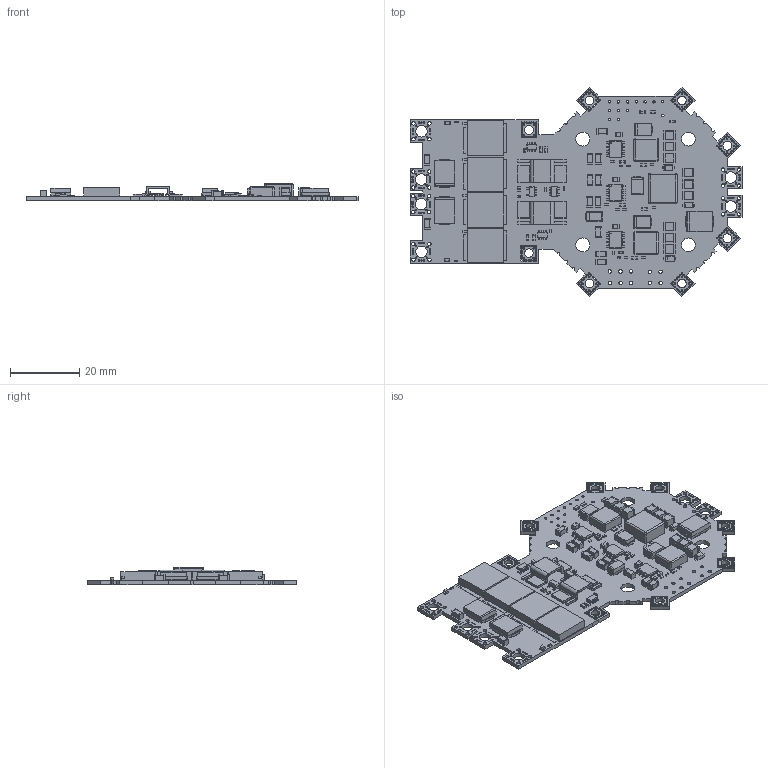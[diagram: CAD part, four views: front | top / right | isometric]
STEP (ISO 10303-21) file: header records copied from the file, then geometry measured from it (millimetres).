
FILE_DESCRIPTION(('KiCad electronic assembly'),'2;1');
FILE_NAME('PDB_500.step','2024-05-17T19:08:18',('Pcbnew'),('Kicad'), 'Open CASCADE STEP processor 7.7','KiCad to STEP converter','Unknown' );
FILE_SCHEMA(('AUTOMOTIVE_DESIGN { 1 0 10303 214 1 1 1 1 }'));
Length unit declared in the file: millimetre
Products named in the file (40): PDB_500 1; C_1206_3216Metric; R_0603_1608Metric; C_0603_1608Metric; CSM4026Y, SMD  Metal Strip Resistor; Document; IPT010N08NM5ATMA1; ASSEMBLY; R_0402_1005Metric; L_Sunlord_MWSA0804S; CQ assembly; C_1210_3225Metric; L_Sunlord_MWSA0603S; SOT-23-5; SOT_23_5; D_SOD-123F; D_SOD_123F; D_SMB; D_SMC; C_0402_1005Metric; C_0805_2012Metric; TSOT-23-6; TSOT_23_6; HTSOP-8-1EP_3.9x4.9mm_Pitch1.27mm; HTSOP_8_1EP_39x49mm_Pitch127mm; LED_0603_1608Metric; D_SMA; _autosave-PDB_HOTSWAP_PCB
Assembly tree (106 placements, depth 3):
  PDB_500 1
    C_1206_3216Metric  x12
      C_1206_3216Metric
    R_0603_1608Metric  x7
      R_0603_1608Metric
    C_0603_1608Metric  x6
      C_0603_1608Metric
    CSM4026Y, SMD  Metal Strip Resistor  x2
      Document
    IPT010N08NM5ATMA1  x4
      ASSEMBLY
    R_0402_1005Metric  x13
      R_0402_1005Metric
    L_Sunlord_MWSA0804S
      CQ assembly
    C_1210_3225Metric  x9
      C_1210_3225Metric
    L_Sunlord_MWSA0603S  x2
      CQ assembly
    SOT-23-5  x2
      SOT_23_5
    D_SOD-123F  x3
      D_SOD_123F
    D_SMB  x3
      D_SMB
    D_SMC  x3
      D_SMC
    C_0402_1005Metric  x8
      C_0402_1005Metric
    C_0805_2012Metric  x3
      C_0805_2012Metric
    TSOT-23-6  x2
      TSOT_23_6
    HTSOP-8-1EP_3.9x4.9mm_Pitch1.27mm  x3
      HTSOP_8_1EP_39x49mm_Pitch127mm
    LED_0603_1608Metric  x2
      LED_0603_1608Metric
    D_SMA
      D_SMA
    _autosave-PDB_HOTSWAP_PCB
Bounding box: 95.81 x 60.55 x 5.05 mm (x, y, z)
Volume: 7291.8 mm3; surface area: 14385.4 mm2
Topology: 105 solids, 105 shells, 3976 faces, 10253 edges, 6566 vertices
Faces by surface type: plane 2096, cylinder 1298, bspline 570, sphere 12
Full cylindrical faces by diameter (mm): 0.2 x3, 0.3 x24, 0.4 x320, 0.7 x13, 1 x34, 2.5 x8, 3.3 x6, 4 x4
Entity records: 55465 total; most frequent: CARTESIAN_POINT 10266, ORIENTED_EDGE 8086, DIRECTION 7559, EDGE_CURVE 4043, AXIS2_PLACEMENT_3D 2607, VERTEX_POINT 2586, FACE_BOUND 2361, EDGE_LOOP 2361
